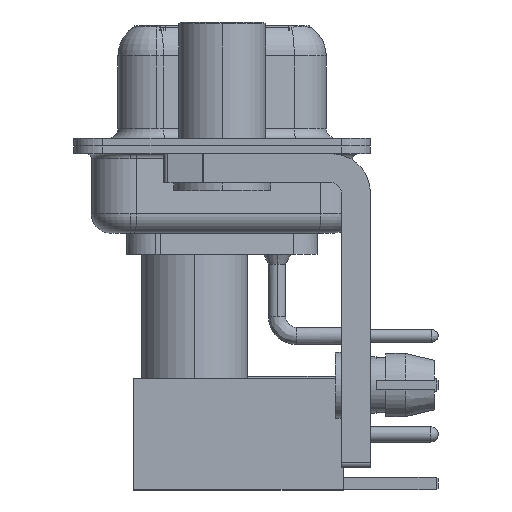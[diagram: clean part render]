
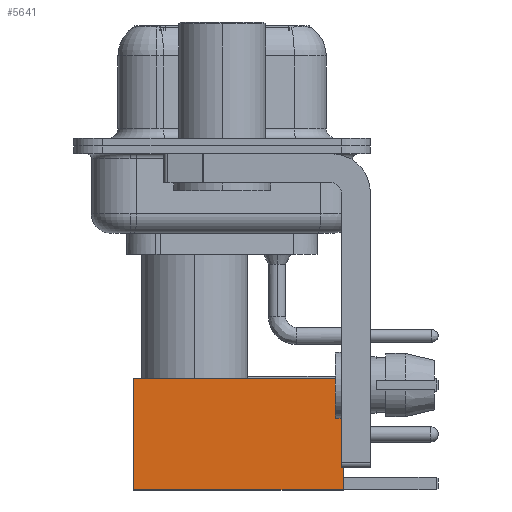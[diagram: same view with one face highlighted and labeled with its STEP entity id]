
A CAD part, left-side view. The second image highlights one B-rep face of the part: STEP entity #5641.
In plain terms, the highlighted face is planar.
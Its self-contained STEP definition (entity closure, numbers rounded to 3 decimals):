
#1596 = DIRECTION ( 'NONE',  ( -1., 0., 0. ) ) ;
#2433 = VECTOR ( 'NONE', #18272, 1000. ) ;
#2753 = CARTESIAN_POINT ( 'NONE',  ( 2.875, 2.875, 0. ) ) ;
#3555 = CARTESIAN_POINT ( 'NONE',  ( 0., 2.875, 0. ) ) ;
#3739 = LINE ( 'NONE', #3555, #11495 ) ;
#5204 = EDGE_CURVE ( 'NONE', #13614, #36465, #13204, .T. ) ;
#5641 = ADVANCED_FACE ( 'NONE', ( #9649 ), #7392, .T. ) ;
#6661 = CARTESIAN_POINT ( 'NONE',  ( 2.875, 2.875, 0. ) ) ;
#6958 = VECTOR ( 'NONE', #30234, 1000. ) ;
#7177 = CARTESIAN_POINT ( 'NONE',  ( 0., 2.875, 10.82 ) ) ;
#7392 = PLANE ( 'NONE',  #15549 ) ;
#8261 = VERTEX_POINT ( 'NONE', #29045 ) ;
#9156 = DIRECTION ( 'NONE',  ( -1., 0., 0. ) ) ;
#9649 = FACE_OUTER_BOUND ( 'NONE', #13383, .T. ) ;
#10054 = CARTESIAN_POINT ( 'NONE',  ( -2.875, 2.875, 0. ) ) ;
#11495 = VECTOR ( 'NONE', #9156, 1000. ) ;
#12437 = VERTEX_POINT ( 'NONE', #24980 ) ;
#13204 = LINE ( 'NONE', #10054, #2433 ) ;
#13325 = EDGE_CURVE ( 'NONE', #12437, #13614, #27336, .T. ) ;
#13383 = EDGE_LOOP ( 'NONE', ( #17678, #35485, #23335, #22817 ) ) ;
#13614 = VERTEX_POINT ( 'NONE', #26186 ) ;
#14321 = CARTESIAN_POINT ( 'NONE',  ( -2.875, 2.875, 0. ) ) ;
#15417 = DIRECTION ( 'NONE',  ( 0., 1., 0. ) ) ;
#15549 = AXIS2_PLACEMENT_3D ( 'NONE', #6661, #15417, #29416 ) ;
#16050 = LINE ( 'NONE', #2753, #6958 ) ;
#17678 = ORIENTED_EDGE ( 'NONE', *, *, #30247, .T. ) ;
#18272 = DIRECTION ( 'NONE',  ( 0., 0., -1. ) ) ;
#22817 = ORIENTED_EDGE ( 'NONE', *, *, #13325, .F. ) ;
#23335 = ORIENTED_EDGE ( 'NONE', *, *, #5204, .F. ) ;
#24980 = CARTESIAN_POINT ( 'NONE',  ( 2.875, 2.875, 10.82 ) ) ;
#26186 = CARTESIAN_POINT ( 'NONE',  ( -2.875, 2.875, 10.82 ) ) ;
#26272 = EDGE_CURVE ( 'NONE', #8261, #36465, #3739, .T. ) ;
#27336 = LINE ( 'NONE', #7177, #28919 ) ;
#28919 = VECTOR ( 'NONE', #1596, 1000. ) ;
#29045 = CARTESIAN_POINT ( 'NONE',  ( 2.875, 2.875, 0. ) ) ;
#29416 = DIRECTION ( 'NONE',  ( 0., 0., 1. ) ) ;
#30234 = DIRECTION ( 'NONE',  ( 0., 0., -1. ) ) ;
#30247 = EDGE_CURVE ( 'NONE', #12437, #8261, #16050, .T. ) ;
#35485 = ORIENTED_EDGE ( 'NONE', *, *, #26272, .T. ) ;
#36465 = VERTEX_POINT ( 'NONE', #14321 ) ;
